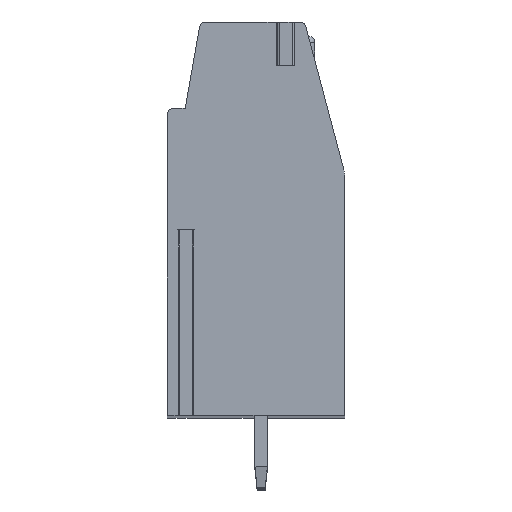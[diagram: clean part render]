
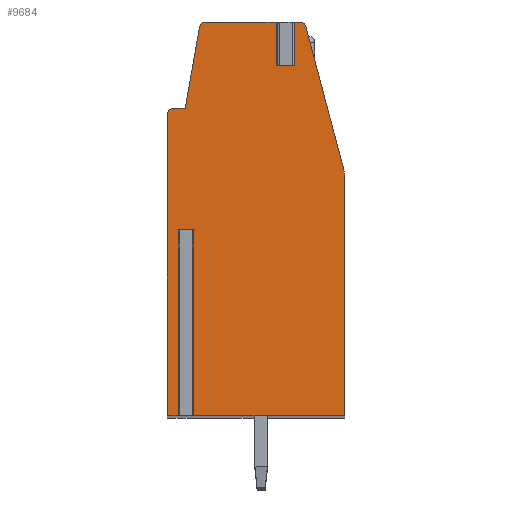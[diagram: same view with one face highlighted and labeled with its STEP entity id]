
A CAD part, top view. The second image highlights one B-rep face of the part: STEP entity #9684.
In plain terms, the highlighted planar face has unit normal (0, 0, 1).
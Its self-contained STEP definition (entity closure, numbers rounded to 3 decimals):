
#13=DIRECTION('',(-1.,0.,0.));
#14=VECTOR('',#13,0.743);
#15=CARTESIAN_POINT('',(-3.029,-0.55,73.66));
#16=LINE('',#15,#14);
#17=DIRECTION('',(0.,-1.,0.));
#18=VECTOR('',#17,9.);
#19=CARTESIAN_POINT('',(-3.771,-0.55,73.66));
#20=LINE('',#19,#18);
#21=DIRECTION('',(1.,0.,0.));
#22=VECTOR('',#21,0.529);
#23=CARTESIAN_POINT('',(-4.3,-9.55,73.66));
#24=LINE('',#23,#22);
#25=DIRECTION('',(0.,-1.,0.));
#26=VECTOR('',#25,14.6);
#27=CARTESIAN_POINT('',(-4.3,5.05,73.66));
#28=LINE('',#27,#26);
#29=CARTESIAN_POINT('',(-4.,5.05,73.66));
#30=DIRECTION('',(0.,0.,1.));
#31=DIRECTION('',(0.,1.,0.));
#32=AXIS2_PLACEMENT_3D('',#29,#30,#31);
#34=DIRECTION('',(-1.,0.,0.));
#35=VECTOR('',#34,0.558);
#36=CARTESIAN_POINT('',(-3.442,5.35,73.66));
#37=LINE('',#36,#35);
#38=DIRECTION('',(-0.174,-0.985,0.));
#39=VECTOR('',#38,4.013);
#40=CARTESIAN_POINT('',(-2.746,9.302,73.66));
#41=LINE('',#40,#39);
#42=CARTESIAN_POINT('',(-2.45,9.25,73.66));
#43=DIRECTION('',(0.,0.,1.));
#44=DIRECTION('',(0.,1.,0.));
#45=AXIS2_PLACEMENT_3D('',#42,#43,#44);
#47=DIRECTION('',(-1.,0.,0.));
#48=VECTOR('',#47,3.669);
#49=CARTESIAN_POINT('',(1.219,9.55,73.66));
#50=LINE('',#49,#48);
#51=DIRECTION('',(0.,-1.,0.));
#52=VECTOR('',#51,2.1);
#53=CARTESIAN_POINT('',(1.219,9.55,73.66));
#54=LINE('',#53,#52);
#55=DIRECTION('',(-1.,0.,0.));
#56=VECTOR('',#55,0.46);
#57=CARTESIAN_POINT('',(1.679,7.45,73.66));
#58=LINE('',#57,#56);
#59=DIRECTION('',(0.,-1.,0.));
#60=VECTOR('',#59,2.1);
#61=CARTESIAN_POINT('',(1.679,9.55,73.66));
#62=LINE('',#61,#60);
#63=DIRECTION('',(-1.,0.,0.));
#64=VECTOR('',#63,0.447);
#65=CARTESIAN_POINT('',(2.126,9.55,73.66));
#66=LINE('',#65,#64);
#67=CARTESIAN_POINT('',(2.126,9.25,73.66));
#68=DIRECTION('',(0.,0.,1.));
#69=DIRECTION('',(0.966,0.257,0.));
#70=AXIS2_PLACEMENT_3D('',#67,#68,#69);
#72=CARTESIAN_POINT('',(3.3,2.119,73.66));
#73=DIRECTION('',(0.,0.,1.));
#74=DIRECTION('',(1.,0.,0.));
#75=AXIS2_PLACEMENT_3D('',#72,#73,#74);
#77=DIRECTION('',(0.,1.,0.));
#78=VECTOR('',#77,11.669);
#79=CARTESIAN_POINT('',(4.3,-9.55,73.66));
#80=LINE('',#79,#78);
#81=DIRECTION('',(1.,0.,0.));
#82=VECTOR('',#81,7.329);
#83=CARTESIAN_POINT('',(-3.029,-9.55,73.66));
#84=LINE('',#83,#82);
#85=DIRECTION('',(0.,-1.,0.));
#86=VECTOR('',#85,9.);
#87=CARTESIAN_POINT('',(-3.029,-0.55,73.66));
#88=LINE('',#87,#86);
#491=DIRECTION('',(-0.257,0.966,0.));
#492=VECTOR('',#491,7.193);
#493=CARTESIAN_POINT('',(4.266,2.376,73.66));
#494=LINE('',#493,#492);
#7698=CARTESIAN_POINT('',(4.3,-9.55,73.66));
#7699=CARTESIAN_POINT('',(4.3,2.119,73.66));
#7700=VERTEX_POINT('',#7698);
#7701=VERTEX_POINT('',#7699);
#7702=CARTESIAN_POINT('',(4.266,2.376,73.66));
#7703=VERTEX_POINT('',#7702);
#7704=CARTESIAN_POINT('',(2.416,9.327,73.66));
#7705=CARTESIAN_POINT('',(2.126,9.55,73.66));
#7706=VERTEX_POINT('',#7704);
#7707=VERTEX_POINT('',#7705);
#7708=CARTESIAN_POINT('',(-2.45,9.55,73.66));
#7709=CARTESIAN_POINT('',(-2.746,9.302,73.66));
#7710=VERTEX_POINT('',#7708);
#7711=VERTEX_POINT('',#7709);
#7712=CARTESIAN_POINT('',(-3.442,5.35,73.66));
#7713=VERTEX_POINT('',#7712);
#7714=CARTESIAN_POINT('',(-4.,5.35,73.66));
#7715=VERTEX_POINT('',#7714);
#7716=CARTESIAN_POINT('',(-4.3,5.05,73.66));
#7717=VERTEX_POINT('',#7716);
#7718=CARTESIAN_POINT('',(-4.3,-9.55,73.66));
#7719=VERTEX_POINT('',#7718);
#7782=CARTESIAN_POINT('',(1.679,7.45,73.66));
#7783=CARTESIAN_POINT('',(1.219,7.45,73.66));
#7784=VERTEX_POINT('',#7782);
#7785=VERTEX_POINT('',#7783);
#7786=CARTESIAN_POINT('',(1.219,9.55,73.66));
#7787=VERTEX_POINT('',#7786);
#7788=CARTESIAN_POINT('',(1.679,9.55,73.66));
#7789=VERTEX_POINT('',#7788);
#7802=CARTESIAN_POINT('',(-3.029,-0.55,73.66));
#7803=CARTESIAN_POINT('',(-3.771,-0.55,73.66));
#7804=VERTEX_POINT('',#7802);
#7805=VERTEX_POINT('',#7803);
#7806=CARTESIAN_POINT('',(-3.029,-9.55,73.66));
#7807=VERTEX_POINT('',#7806);
#7808=CARTESIAN_POINT('',(-3.771,-9.55,73.66));
#7809=VERTEX_POINT('',#7808);
#9639=CARTESIAN_POINT('',(0.,0.,73.66));
#9640=DIRECTION('',(0.,0.,1.));
#9641=DIRECTION('',(1.,0.,0.));
#9642=AXIS2_PLACEMENT_3D('',#9639,#9640,#9641);
#9643=PLANE('',#9642);
#9645=ORIENTED_EDGE('',*,*,#9644,.T.);
#9647=ORIENTED_EDGE('',*,*,#9646,.T.);
#9649=ORIENTED_EDGE('',*,*,#9648,.F.);
#9651=ORIENTED_EDGE('',*,*,#9650,.F.);
#9653=ORIENTED_EDGE('',*,*,#9652,.F.);
#9655=ORIENTED_EDGE('',*,*,#9654,.F.);
#9657=ORIENTED_EDGE('',*,*,#9656,.F.);
#9659=ORIENTED_EDGE('',*,*,#9658,.F.);
#9661=ORIENTED_EDGE('',*,*,#9660,.F.);
#9663=ORIENTED_EDGE('',*,*,#9662,.T.);
#9665=ORIENTED_EDGE('',*,*,#9664,.F.);
#9667=ORIENTED_EDGE('',*,*,#9666,.F.);
#9669=ORIENTED_EDGE('',*,*,#9668,.F.);
#9671=ORIENTED_EDGE('',*,*,#9670,.F.);
#9673=ORIENTED_EDGE('',*,*,#9672,.F.);
#9675=ORIENTED_EDGE('',*,*,#9674,.F.);
#9677=ORIENTED_EDGE('',*,*,#9676,.F.);
#9679=ORIENTED_EDGE('',*,*,#9678,.F.);
#9681=ORIENTED_EDGE('',*,*,#9680,.F.);
#9682=EDGE_LOOP('',(#9645,#9647,#9649,#9651,#9653,#9655,#9657,#9659,#9661,#9663,
#9665,#9667,#9669,#9671,#9673,#9675,#9677,#9679,#9681));
#9683=FACE_OUTER_BOUND('',#9682,.F.);
#33=CIRCLE('',#32,0.3);
#46=CIRCLE('',#45,0.3);
#71=CIRCLE('',#70,0.3);
#76=CIRCLE('',#75,1.);
#9644=EDGE_CURVE('',#7804,#7805,#16,.T.);
#9646=EDGE_CURVE('',#7805,#7809,#20,.T.);
#9648=EDGE_CURVE('',#7719,#7809,#24,.T.);
#9650=EDGE_CURVE('',#7717,#7719,#28,.T.);
#9652=EDGE_CURVE('',#7715,#7717,#33,.T.);
#9654=EDGE_CURVE('',#7713,#7715,#37,.T.);
#9656=EDGE_CURVE('',#7711,#7713,#41,.T.);
#9658=EDGE_CURVE('',#7710,#7711,#46,.T.);
#9660=EDGE_CURVE('',#7787,#7710,#50,.T.);
#9662=EDGE_CURVE('',#7787,#7785,#54,.T.);
#9664=EDGE_CURVE('',#7784,#7785,#58,.T.);
#9666=EDGE_CURVE('',#7789,#7784,#62,.T.);
#9668=EDGE_CURVE('',#7707,#7789,#66,.T.);
#9670=EDGE_CURVE('',#7706,#7707,#71,.T.);
#9672=EDGE_CURVE('',#7703,#7706,#494,.T.);
#9674=EDGE_CURVE('',#7701,#7703,#76,.T.);
#9676=EDGE_CURVE('',#7700,#7701,#80,.T.);
#9678=EDGE_CURVE('',#7807,#7700,#84,.T.);
#9680=EDGE_CURVE('',#7804,#7807,#88,.T.);
#9684=ADVANCED_FACE('',(#9683),#9643,.T.);
